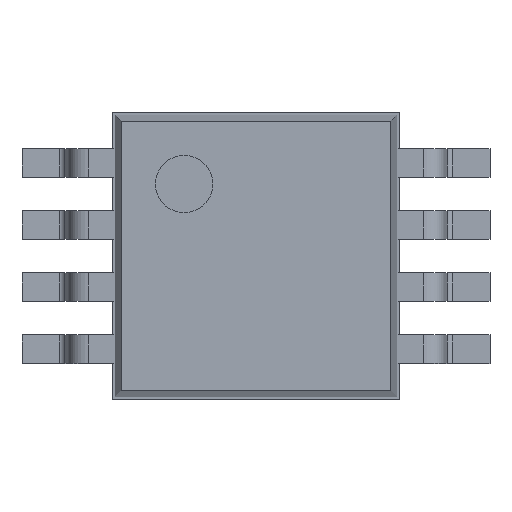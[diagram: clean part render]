
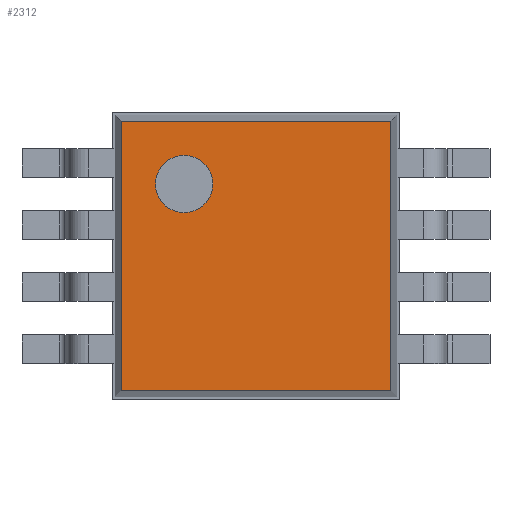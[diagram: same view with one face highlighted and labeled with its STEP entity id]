
A CAD part, top view. The second image highlights one B-rep face of the part: STEP entity #2312.
In plain terms, the highlighted planar face has unit normal (0, 0, 1).
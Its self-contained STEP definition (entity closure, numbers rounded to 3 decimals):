
#27=VECTOR('',#28,1.);
#28=DIRECTION('',(0.,-1.,0.));
#84=VECTOR('',#85,1.);
#85=DIRECTION('',(-1.,0.,0.));
#91=VECTOR('',#92,1.);
#92=DIRECTION('',(0.,1.,0.));
#96=VECTOR('',#97,1.);
#97=DIRECTION('',(1.,0.,0.));
#122=DIRECTION('',(0.,0.,-1.));
#123=DIRECTION('',(0.707,-0.707,0.));
#1318=VERTEX_POINT('',#1319);
#1319=CARTESIAN_POINT('',(1.412,1.412,0.96));
#1321=ORIENTED_EDGE('',*,*,#1322,.F.);
#1322=EDGE_CURVE('',#1323,#1318,#1325,.T.);
#1323=VERTEX_POINT('',#1324);
#1324=CARTESIAN_POINT('',(1.412,-1.412,0.96));
#1325=LINE('',#1324,#91);
#1336=VERTEX_POINT('',#1337);
#1337=CARTESIAN_POINT('',(-1.412,1.412,0.96));
#1339=ORIENTED_EDGE('',*,*,#1340,.F.);
#1340=EDGE_CURVE('',#1318,#1336,#1341,.T.);
#1341=LINE('',#1319,#84);
#1362=VERTEX_POINT('',#1363);
#1363=CARTESIAN_POINT('',(-1.412,-1.412,0.96));
#1365=ORIENTED_EDGE('',*,*,#1366,.F.);
#1366=EDGE_CURVE('',#1336,#1362,#1367,.T.);
#1367=LINE('',#1337,#27);
#1725=ORIENTED_EDGE('',*,*,#1726,.F.);
#1726=EDGE_CURVE('',#1362,#1323,#1727,.T.);
#1727=LINE('',#1363,#96);
#2312=ADVANCED_FACE('',(#2313,#2315),#2325,.F.);
#2313=FACE_BOUND('',#2314,.F.);
#2314=EDGE_LOOP('',(#1365,#1339,#1321,#1725));
#2315=FACE_BOUND('',#2316,.F.);
#2316=EDGE_LOOP('',(#2317));
#2317=ORIENTED_EDGE('',*,*,#2318,.F.);
#2318=EDGE_CURVE('',#2319,#2319,#2321,.T.);
#2319=VERTEX_POINT('',#2320);
#2320=CARTESIAN_POINT('',(-0.752,0.452,0.96));
#2321=CIRCLE('',#2322,0.3);
#2322=AXIS2_PLACEMENT_3D('',#2323,#2324,#28);
#2323=CARTESIAN_POINT('',(-0.752,0.752,0.96));
#2324=DIRECTION('',(0.,-0.,-1.));
#2325=PLANE('',#2326);
#2326=AXIS2_PLACEMENT_3D('',#1337,#122,#123);
